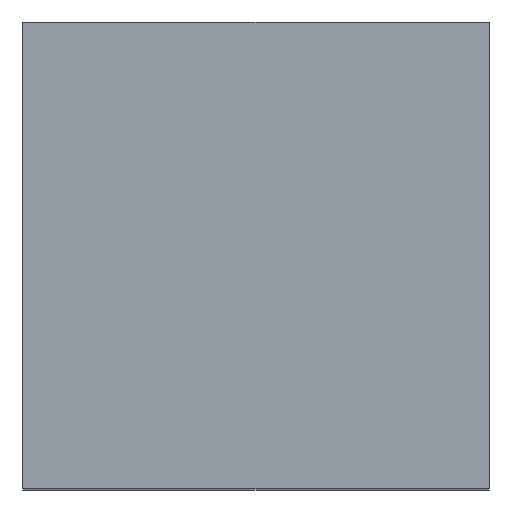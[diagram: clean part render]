
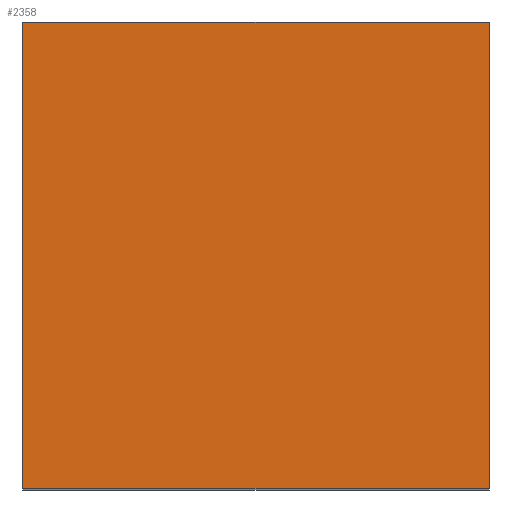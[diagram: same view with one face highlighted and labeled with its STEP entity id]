
A CAD part, top view. The second image highlights one B-rep face of the part: STEP entity #2358.
In plain terms, the highlighted planar face has unit normal (0, 0, 1).
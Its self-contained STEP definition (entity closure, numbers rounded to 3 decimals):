
#80 = EDGE_CURVE ( 'NONE', #1521, #1524, #2719, .T. ) ;
#205 = EDGE_CURVE ( 'NONE', #1521, #1491, #2961, .T. ) ;
#206 = EDGE_CURVE ( 'NONE', #1491, #1489, #2963, .T. ) ;
#207 = EDGE_CURVE ( 'NONE', #1489, #1524, #2873, .T. ) ;
#595 = AXIS2_PLACEMENT_3D ( 'NONE', #4508, #4514, #4515 ) ;
#1290 = ORIENTED_EDGE ( 'NONE', *, *, #206, .F. ) ;
#1291 = ORIENTED_EDGE ( 'NONE', *, *, #205, .F. ) ;
#1292 = ORIENTED_EDGE ( 'NONE', *, *, #80, .T. ) ;
#1293 = ORIENTED_EDGE ( 'NONE', *, *, #207, .F. ) ;
#1489 = VERTEX_POINT ( 'NONE', #3962 ) ;
#1491 = VERTEX_POINT ( 'NONE', #3963 ) ;
#1521 = VERTEX_POINT ( 'NONE', #3990 ) ;
#1524 = VERTEX_POINT ( 'NONE', #3993 ) ;
#1818 = CARTESIAN_POINT ( 'NONE',  ( -10., 0., 50. ) ) ;
#1819 = DIRECTION ( 'NONE',  ( 0., -1., 0. ) ) ;
#2073 = CARTESIAN_POINT ( 'NONE',  ( 15., -12.5, 50. ) ) ;
#2077 = CARTESIAN_POINT ( 'NONE',  ( -10., 12.5, 50. ) ) ;
#2078 = DIRECTION ( 'NONE',  ( 1., 0., 0. ) ) ;
#2079 = CARTESIAN_POINT ( 'NONE',  ( 15., 12.5, 50. ) ) ;
#2080 = DIRECTION ( 'NONE',  ( 0., -1., 0. ) ) ;
#2082 = DIRECTION ( 'NONE',  ( -1., 0., 0. ) ) ;
#2358 = ADVANCED_FACE ( 'NONE', ( #3578 ), #4505, .T. ) ;
#2503 = EDGE_LOOP ( 'NONE', ( #1290, #1291, #1292, #1293 ) ) ;
#2719 = LINE ( 'NONE', #1818, #2720 ) ;
#2720 = VECTOR ( 'NONE', #1819, 1000. ) ;
#2873 = LINE ( 'NONE', #2073, #2965 ) ;
#2961 = LINE ( 'NONE', #2077, #2962 ) ;
#2962 = VECTOR ( 'NONE', #2078, 1000. ) ;
#2963 = LINE ( 'NONE', #2079, #2964 ) ;
#2964 = VECTOR ( 'NONE', #2080, 1000. ) ;
#2965 = VECTOR ( 'NONE', #2082, 1000. ) ;
#3578 = FACE_OUTER_BOUND ( 'NONE', #2503, .T. ) ;
#3962 = CARTESIAN_POINT ( 'NONE',  ( 15., -12.5, 50. ) ) ;
#3963 = CARTESIAN_POINT ( 'NONE',  ( 15., 12.5, 50. ) ) ;
#3990 = CARTESIAN_POINT ( 'NONE',  ( -10., 12.5, 50. ) ) ;
#3993 = CARTESIAN_POINT ( 'NONE',  ( -10., -12.5, 50. ) ) ;
#4505 = PLANE ( 'NONE',  #595 ) ;
#4508 = CARTESIAN_POINT ( 'NONE',  ( 2.5, 0., 50. ) ) ;
#4514 = DIRECTION ( 'NONE',  ( 0., 0., 1. ) ) ;
#4515 = DIRECTION ( 'NONE',  ( 1., 0., 0. ) ) ;
